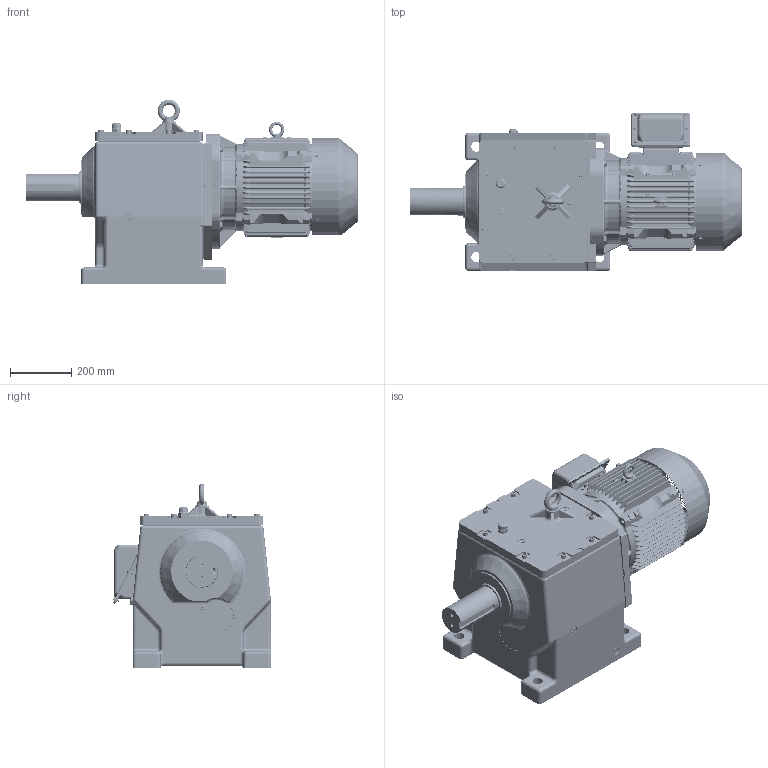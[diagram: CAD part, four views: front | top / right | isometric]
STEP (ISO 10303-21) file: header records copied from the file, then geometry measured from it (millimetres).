
FILE_DESCRIPTION(/* description */ ('Unknown'),/* implementation_level */ '2;1');
FILE_NAME(/* name */ 'EK2DO07261H001_HHM32_160M_CUSTOMER',/* time_stamp */ '2020-01-17T14:27:22+09:00',/* author */ ('Unknown'),/* organization */ ('Unknown'),/* preprocessor_version */ 'ST-DEVELOPER v16.7',/* originating_system */ 'DEX',/* authorisation */ $);
FILE_SCHEMA (('AUTOMOTIVE_DESIGN {1 0 10303 214 3 1 1}'));
Products named in the file (1): だお1
Bounding box: 1081.19 x 514.14 x 600.97 mm (x, y, z)
Volume: 107006062.8 mm3; surface area: 3157908.7 mm2
Topology: 16 solids, 72 shells, 6867 faces, 17920 edges, 11214 vertices
Faces by surface type: cylinder 2615, plane 2363, bspline 1205, torus 357, cone 251, sphere 76
Full cylindrical faces by diameter (mm): 2.6 x4, 3 x1, 5.999 x4, 6 x12, 7 x6, 8 x6, 8.376 x12, 8.999 x1, 9.4 x1, 10.106 x7, 11 x4, 11.999 x14, 12 x13, 13.033 x1, 13.835 x34, 16 x1, 16.4 x1, 17.998 x14, 18 x20, 19.5 x1, 20.376 x41, 20.752 x8, 25 x1, 26 x7, 27 x1, 28 x1, 31.4 x1, 32 x10, 33 x4, 33.4 x1
Entity records: 278355 total; most frequent: CARTESIAN_POINT 86008, ORIENTED_EDGE 34544, DIRECTION 32784, EDGE_CURVE 17272, AXIS2_PLACEMENT_3D 12296, VERTEX_POINT 11019, LINE 8192, VECTOR 8192
